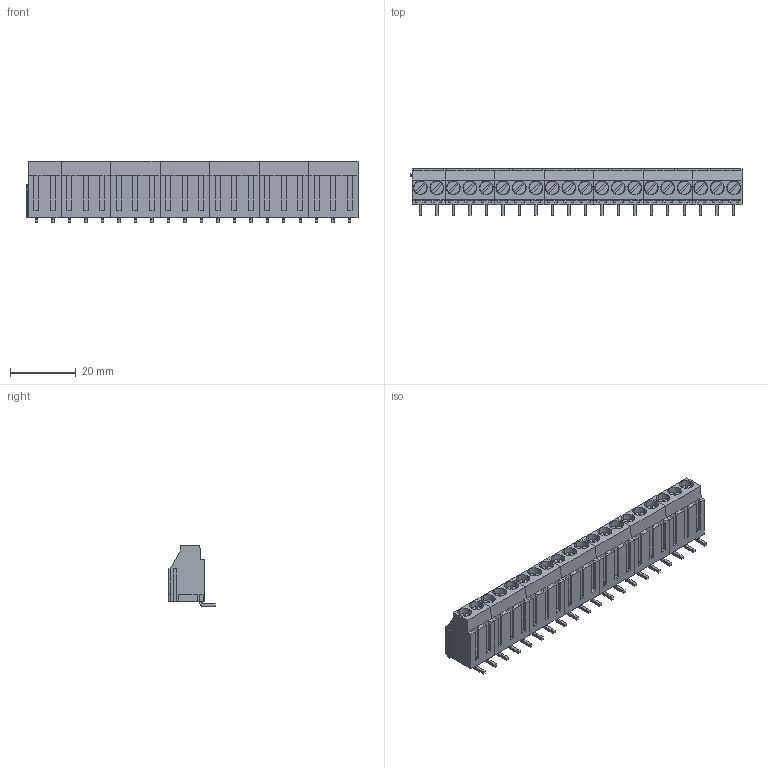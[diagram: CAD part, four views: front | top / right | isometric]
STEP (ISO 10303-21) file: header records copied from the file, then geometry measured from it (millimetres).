
FILE_DESCRIPTION(('CATIA V5 STEP','CAx-IF Rec.Pracs.--- Model Styling and Organization---1.2---2011-12-15'),'2;1');
FILE_NAME ('D1462027_0', '2017-01-24T05:03:14+00:00', ('none'), ('Weidmueller'), 'CATIA Version 5-6 Release 2014', 'CATIA V5 STEP AP214', 'none');
FILE_SCHEMA(('AUTOMOTIVE_DESIGN { 1 0 10303 214 1 1 1 1 }'));
Length unit declared in the file: millimetre
Products named in the file (1): 2429680000
Bounding box: 100.65 x 14.2 x 18.57 mm (x, y, z)
Volume: 13268.8 mm3; surface area: 13511.3 mm2
Topology: 47 solids, 47 shells, 1535 faces, 4023 edges, 2642 vertices
Faces by surface type: plane 1415, cylinder 80, extrusion 40
Entity records: 45990 total; most frequent: CARTESIAN_POINT 8920, ORIENTED_EDGE 8046, DIRECTION 6171, EDGE_CURVE 4023, VECTOR 3743, LINE 3703, VERTEX_POINT 2642, EDGE_LOOP 1595
